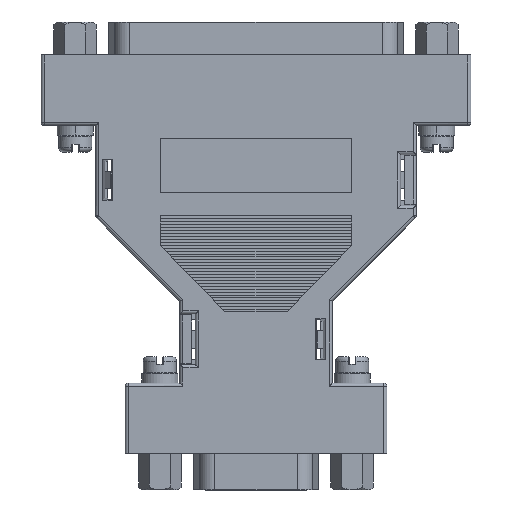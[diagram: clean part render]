
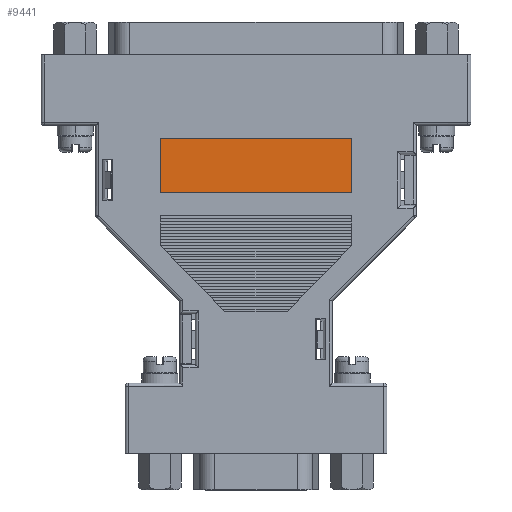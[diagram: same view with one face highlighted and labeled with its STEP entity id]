
A CAD part, top view. The second image highlights one B-rep face of the part: STEP entity #9441.
In plain terms, the highlighted planar face has unit normal (0, 0, 1).
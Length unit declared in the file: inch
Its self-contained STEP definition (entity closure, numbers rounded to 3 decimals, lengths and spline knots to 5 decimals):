
#4911 = LINE ( 'NONE', #27311, #22447 ) ;
#5996 = VERTEX_POINT ( 'NONE', #31817 ) ;
#6090 = DIRECTION ( 'NONE',  ( 1., 0., 0. ) ) ;
#6633 = EDGE_CURVE ( 'NONE', #5996, #19339, #39609, .T. ) ;
#7057 = ORIENTED_EDGE ( 'NONE', *, *, #11422, .T. ) ;
#7071 = VERTEX_POINT ( 'NONE', #26047 ) ;
#7411 = ORIENTED_EDGE ( 'NONE', *, *, #13262, .T. ) ;
#7665 = DIRECTION ( 'NONE',  ( 0., 1., 0. ) ) ;
#9067 = ORIENTED_EDGE ( 'NONE', *, *, #6633, .T. ) ;
#9441 = ADVANCED_FACE ( 'NONE', ( #25453 ), #28518, .T. ) ;
#11241 = CARTESIAN_POINT ( 'NONE',  ( 0.49, 0.316, 0.315 ) ) ;
#11422 = EDGE_CURVE ( 'NONE', #19339, #7071, #35703, .T. ) ;
#11639 = DIRECTION ( 'NONE',  ( 1., 0., 0. ) ) ;
#12835 = DIRECTION ( 'NONE',  ( 0., 0., 1. ) ) ;
#13262 = EDGE_CURVE ( 'NONE', #7071, #35139, #4911, .T. ) ;
#14245 = CARTESIAN_POINT ( 'NONE',  ( -0.49, 0.59, 0.315 ) ) ;
#17241 = VECTOR ( 'NONE', #33005, 39.37008 ) ;
#18173 = DIRECTION ( 'NONE',  ( 0., -1., 0. ) ) ;
#18793 = EDGE_CURVE ( 'NONE', #35139, #5996, #20831, .T. ) ;
#19339 = VERTEX_POINT ( 'NONE', #39678 ) ;
#20296 = ORIENTED_EDGE ( 'NONE', *, *, #18793, .T. ) ;
#20676 = CARTESIAN_POINT ( 'NONE',  ( -0.49, 0.316, 0.315 ) ) ;
#20831 = LINE ( 'NONE', #11241, #39778 ) ;
#22447 = VECTOR ( 'NONE', #18173, 39.37008 ) ;
#23517 = EDGE_LOOP ( 'NONE', ( #7411, #20296, #9067, #7057 ) ) ;
#25453 = FACE_OUTER_BOUND ( 'NONE', #23517, .T. ) ;
#25656 = CARTESIAN_POINT ( 'NONE',  ( -0.49, 0.316, 0.315 ) ) ;
#26047 = CARTESIAN_POINT ( 'NONE',  ( -0.49, 0.59, 0.315 ) ) ;
#27311 = CARTESIAN_POINT ( 'NONE',  ( -0.49, 0.316, 0.315 ) ) ;
#28518 = PLANE ( 'NONE',  #36931 ) ;
#30779 = VECTOR ( 'NONE', #7665, 39.37008 ) ;
#31817 = CARTESIAN_POINT ( 'NONE',  ( 0.49, 0.316, 0.315 ) ) ;
#33005 = DIRECTION ( 'NONE',  ( -1., 0., 0. ) ) ;
#35139 = VERTEX_POINT ( 'NONE', #20676 ) ;
#35703 = LINE ( 'NONE', #14245, #17241 ) ;
#36931 = AXIS2_PLACEMENT_3D ( 'NONE', #25656, #12835, #6090 ) ;
#38864 = CARTESIAN_POINT ( 'NONE',  ( 0.49, 0.59, 0.315 ) ) ;
#39609 = LINE ( 'NONE', #38864, #30779 ) ;
#39678 = CARTESIAN_POINT ( 'NONE',  ( 0.49, 0.59, 0.315 ) ) ;
#39778 = VECTOR ( 'NONE', #11639, 39.37008 ) ;
